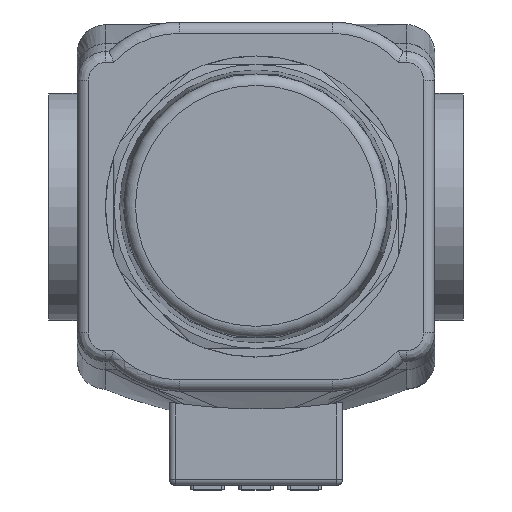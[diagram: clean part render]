
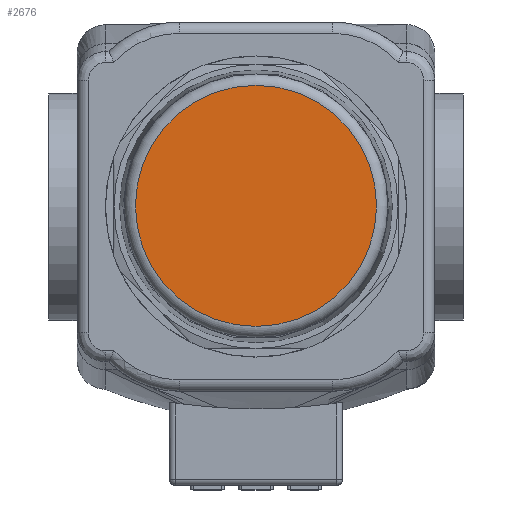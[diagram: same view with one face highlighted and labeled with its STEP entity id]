
A CAD part, top view. The second image highlights one B-rep face of the part: STEP entity #2676.
In plain terms, the highlighted planar face has unit normal (0, 0, 1).
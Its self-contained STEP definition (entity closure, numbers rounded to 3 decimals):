
#2653=CARTESIAN_POINT('',(-21.223,0.0,112.5));
#2654=VERTEX_POINT('',#2653);
#2655=CARTESIAN_POINT('',(0.,0.0,112.5));
#2656=DIRECTION('',(0.0,0.0,1.0));
#2657=DIRECTION('',(-1.0,0.0,0.0));
#2658=AXIS2_PLACEMENT_3D('',#2655,#2656,#2657);
#2659=CIRCLE('',#2658,21.223);
#2660=EDGE_CURVE('',#2654,#2654,#2659,.T.);
#2668=CARTESIAN_POINT('',(-10.612,0.0,112.5));
#2669=DIRECTION('',(0.0,0.0,1.0));
#2670=DIRECTION('',(1.0,0.0,0.0));
#2671=AXIS2_PLACEMENT_3D('',#2668,#2669,#2670);
#2672=PLANE('',#2671);
#2673=ORIENTED_EDGE('',*,*,#2660,.T.);
#2674=EDGE_LOOP('',(#2673));
#2675=FACE_OUTER_BOUND('',#2674,.T.);
#2676=ADVANCED_FACE('',(#2675),#2672,.T.);
